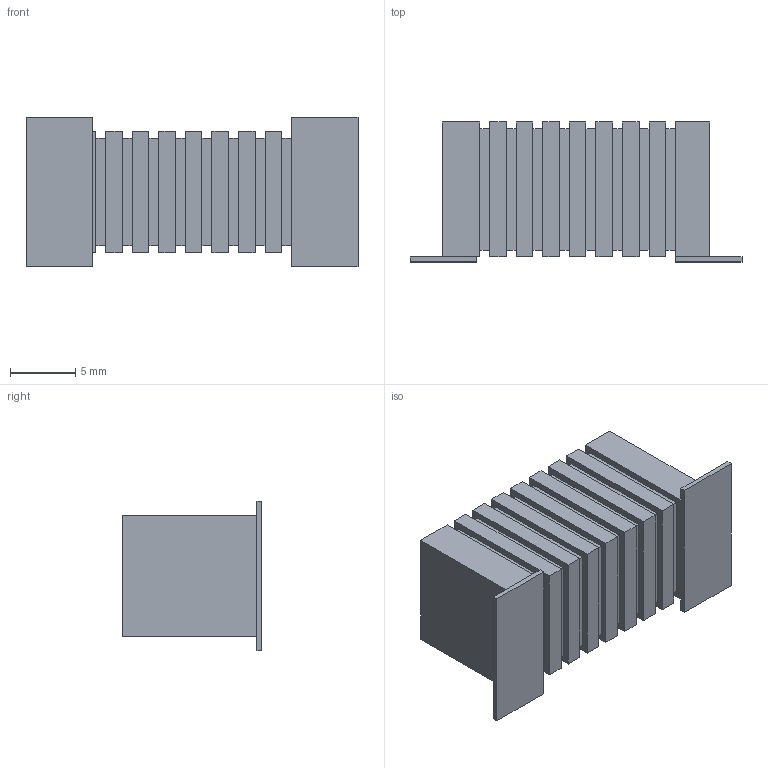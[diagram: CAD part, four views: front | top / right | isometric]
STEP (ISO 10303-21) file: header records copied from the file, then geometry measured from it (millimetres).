
FILE_DESCRIPTION((''),'2;1');
FILE_NAME('RW','2021-04-30T',('SYSTEM'),(''),'PRO/ENGINEER BY PARAMETRIC TECHNOLOGY CORPORATION, 2016360','PRO/ENGINEER BY PARAMETRIC TECHNOLOGY CORPORATION, 2016360','');
FILE_SCHEMA(('AUTOMOTIVE_DESIGN { 1 0 10303 214 1 1 1 1 }'));
Length unit declared in the file: inch
Products named in the file (1): RW
Bounding box: 25.4 x 10.69 x 11.43 mm (x, y, z)
Volume: 1886.5 mm3; surface area: 1430.5 mm2
Topology: 1 solids, 1 shells, 96 faces, 232 edges, 154 vertices
Faces by surface type: plane 96
Entity records: 2914 total; most frequent: CARTESIAN_POINT 484, ORIENTED_EDGE 464, DIRECTION 424, VECTOR 232, LINE 232, EDGE_CURVE 232, VERTEX_POINT 154, EDGE_LOOP 112
